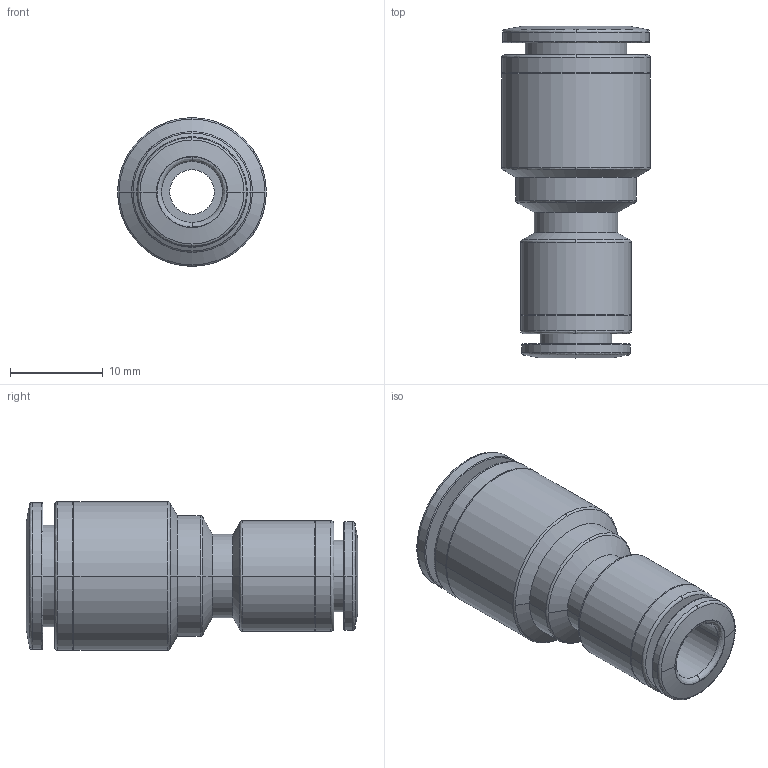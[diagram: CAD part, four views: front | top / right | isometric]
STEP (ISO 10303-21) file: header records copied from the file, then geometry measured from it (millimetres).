
FILE_DESCRIPTION (( 'STEP AP203' ), '1' );
FILE_NAME ('UR38-14-B.step', '2024-06-20T14:20:46', ( '' ), ( '' ), 'SwSTEP 2.0', 'SolidWorks 2023', '' );
FILE_SCHEMA (( 'CONFIG_CONTROL_DESIGN' ));
Length unit declared in the file: inch
Products named in the file (1): UR38-14-B
Bounding box: 16 x 35.7 x 16 mm (x, y, z)
Volume: 3146 mm3; surface area: 3061.6 mm2
Topology: 1 solids, 1 shells, 72 faces, 174 edges, 110 vertices
Faces by surface type: cylinder 26, bspline 20, cone 18, plane 8
Entity records: 2863 total; most frequent: CARTESIAN_POINT 1089, DIRECTION 390, ORIENTED_EDGE 348, EDGE_CURVE 174, AXIS2_PLACEMENT_3D 173, CIRCLE 120, VERTEX_POINT 110, EDGE_LOOP 80
